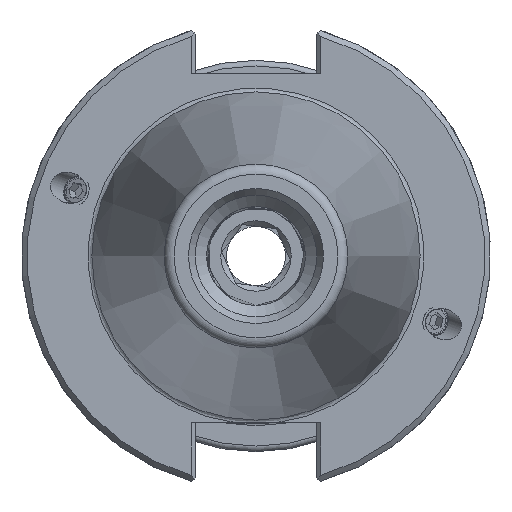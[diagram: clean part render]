
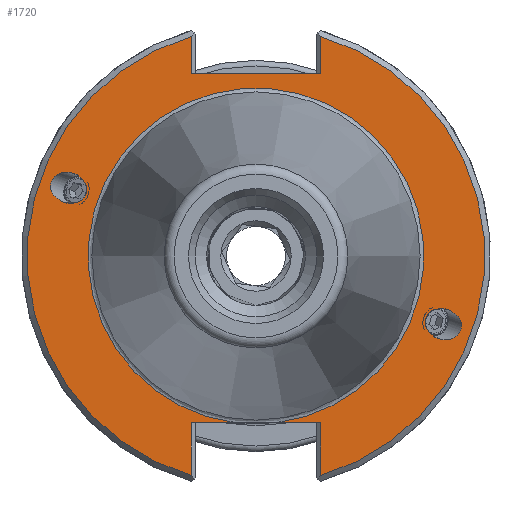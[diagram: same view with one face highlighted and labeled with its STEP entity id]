
A CAD part, left-side view. The second image highlights one B-rep face of the part: STEP entity #1720.
In plain terms, the highlighted planar face has unit normal (-1, 0, 0).
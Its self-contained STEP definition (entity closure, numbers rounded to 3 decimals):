
#207=CARTESIAN_POINT('',(3.175,-23.02,-8.379));
#208=VERTEX_POINT('',#207);
#209=CARTESIAN_POINT('',(3.175,-25.372,-9.235));
#210=DIRECTION('',(1.,0.0,0.0));
#211=DIRECTION('',(0.0,-0.94,-0.342));
#212=AXIS2_PLACEMENT_3D('',#209,#210,#211);
#213=ELLIPSE('',#212,2.503,2.05);
#214=EDGE_CURVE('',#208,#208,#213,.T.);
#431=CARTESIAN_POINT('',(3.175,23.02,8.379));
#432=VERTEX_POINT('',#431);
#433=CARTESIAN_POINT('',(3.175,25.372,9.235));
#434=DIRECTION('',(1.0,0.0,0.0));
#435=DIRECTION('',(0.0,0.94,0.342));
#436=AXIS2_PLACEMENT_3D('',#433,#434,#435);
#437=ELLIPSE('',#436,2.503,2.05);
#438=EDGE_CURVE('',#432,#432,#437,.T.);
#982=CARTESIAN_POINT('',(3.175,8.763,24.689));
#983=VERTEX_POINT('',#982);
#990=CARTESIAN_POINT('',(3.175,-8.763,24.689));
#991=VERTEX_POINT('',#990);
#992=CARTESIAN_POINT('',(3.175,8.763,24.689));
#993=DIRECTION('',(0.0,-1.0,0.0));
#994=VECTOR('',#993,17.526);
#995=LINE('',#992,#994);
#996=EDGE_CURVE('',#983,#991,#995,.T.);
#1590=CARTESIAN_POINT('',(3.175,-2.838,-22.555));
#1591=VERTEX_POINT('',#1590);
#1592=CARTESIAN_POINT('',(3.175,2.838,-22.555));
#1593=VERTEX_POINT('',#1592);
#1622=CARTESIAN_POINT('',(3.175,0.0,0.0));
#1623=DIRECTION('',(-1.0,0.0,0.0));
#1624=DIRECTION('',(0.0,-1.0,0.0));
#1625=AXIS2_PLACEMENT_3D('',#1622,#1623,#1624);
#1626=CIRCLE('',#1625,22.733);
#1627=EDGE_CURVE('',#1591,#1593,#1626,.T.);
#1643=CARTESIAN_POINT('',(3.175,26.987,0.0));
#1644=DIRECTION('',(-1.0,0.0,0.0));
#1645=DIRECTION('',(0.0,0.0,1.0));
#1646=AXIS2_PLACEMENT_3D('',#1643,#1644,#1645);
#1647=PLANE('',#1646);
#1648=ORIENTED_EDGE('',*,*,#1627,.F.);
#1649=CARTESIAN_POINT('',(3.175,-8.763,-22.555));
#1650=VERTEX_POINT('',#1649);
#1651=CARTESIAN_POINT('',(3.175,-8.763,-22.555));
#1652=DIRECTION('',(0.0,1.0,0.0));
#1653=VECTOR('',#1652,5.925);
#1654=LINE('',#1651,#1653);
#1655=EDGE_CURVE('',#1650,#1591,#1654,.T.);
#1656=ORIENTED_EDGE('',*,*,#1655,.F.);
#1657=CARTESIAN_POINT('',(3.175,-8.763,-29.723));
#1658=VERTEX_POINT('',#1657);
#1659=CARTESIAN_POINT('',(3.175,-8.763,-29.723));
#1660=DIRECTION('',(0.0,0.0,1.0));
#1661=VECTOR('',#1660,7.168);
#1662=LINE('',#1659,#1661);
#1663=EDGE_CURVE('',#1658,#1650,#1662,.T.);
#1664=ORIENTED_EDGE('',*,*,#1663,.F.);
#1665=CARTESIAN_POINT('',(3.175,-8.763,29.723));
#1666=VERTEX_POINT('',#1665);
#1667=CARTESIAN_POINT('',(3.175,0.0,0.0));
#1668=DIRECTION('',(1.0,0.0,0.0));
#1669=DIRECTION('',(0.0,-1.0,0.0));
#1670=AXIS2_PLACEMENT_3D('',#1667,#1668,#1669);
#1671=CIRCLE('',#1670,30.988);
#1672=EDGE_CURVE('',#1666,#1658,#1671,.T.);
#1673=ORIENTED_EDGE('',*,*,#1672,.F.);
#1674=CARTESIAN_POINT('',(3.175,-8.763,24.689));
#1675=DIRECTION('',(0.0,0.0,1.0));
#1676=VECTOR('',#1675,5.034);
#1677=LINE('',#1674,#1676);
#1678=EDGE_CURVE('',#991,#1666,#1677,.T.);
#1679=ORIENTED_EDGE('',*,*,#1678,.F.);
#1680=ORIENTED_EDGE('',*,*,#996,.F.);
#1681=CARTESIAN_POINT('',(3.175,8.763,29.723));
#1682=VERTEX_POINT('',#1681);
#1683=CARTESIAN_POINT('',(3.175,8.763,29.723));
#1684=DIRECTION('',(0.0,0.0,-1.0));
#1685=VECTOR('',#1684,5.034);
#1686=LINE('',#1683,#1685);
#1687=EDGE_CURVE('',#1682,#983,#1686,.T.);
#1688=ORIENTED_EDGE('',*,*,#1687,.F.);
#1689=CARTESIAN_POINT('',(3.175,8.763,-29.723));
#1690=VERTEX_POINT('',#1689);
#1691=CARTESIAN_POINT('',(3.175,0.0,0.0));
#1692=DIRECTION('',(1.0,0.0,0.0));
#1693=DIRECTION('',(0.0,1.0,0.0));
#1694=AXIS2_PLACEMENT_3D('',#1691,#1692,#1693);
#1695=CIRCLE('',#1694,30.988);
#1696=EDGE_CURVE('',#1690,#1682,#1695,.T.);
#1697=ORIENTED_EDGE('',*,*,#1696,.F.);
#1698=CARTESIAN_POINT('',(3.175,8.763,-22.555));
#1699=VERTEX_POINT('',#1698);
#1700=CARTESIAN_POINT('',(3.175,8.763,-22.555));
#1701=DIRECTION('',(0.0,0.0,-1.0));
#1702=VECTOR('',#1701,7.168);
#1703=LINE('',#1700,#1702);
#1704=EDGE_CURVE('',#1699,#1690,#1703,.T.);
#1705=ORIENTED_EDGE('',*,*,#1704,.F.);
#1706=CARTESIAN_POINT('',(3.175,2.838,-22.555));
#1707=DIRECTION('',(0.0,1.0,0.0));
#1708=VECTOR('',#1707,5.925);
#1709=LINE('',#1706,#1708);
#1710=EDGE_CURVE('',#1593,#1699,#1709,.T.);
#1711=ORIENTED_EDGE('',*,*,#1710,.F.);
#1712=EDGE_LOOP('',(#1648,#1656,#1664,#1673,#1679,#1680,#1688,#1697,#1705,#1711));
#1713=FACE_OUTER_BOUND('',#1712,.T.);
#1714=ORIENTED_EDGE('',*,*,#214,.T.);
#1715=EDGE_LOOP('',(#1714));
#1716=FACE_BOUND('',#1715,.T.);
#1717=ORIENTED_EDGE('',*,*,#438,.T.);
#1718=EDGE_LOOP('',(#1717));
#1719=FACE_BOUND('',#1718,.T.);
#1720=ADVANCED_FACE('',(#1713,#1716,#1719),#1647,.T.);
